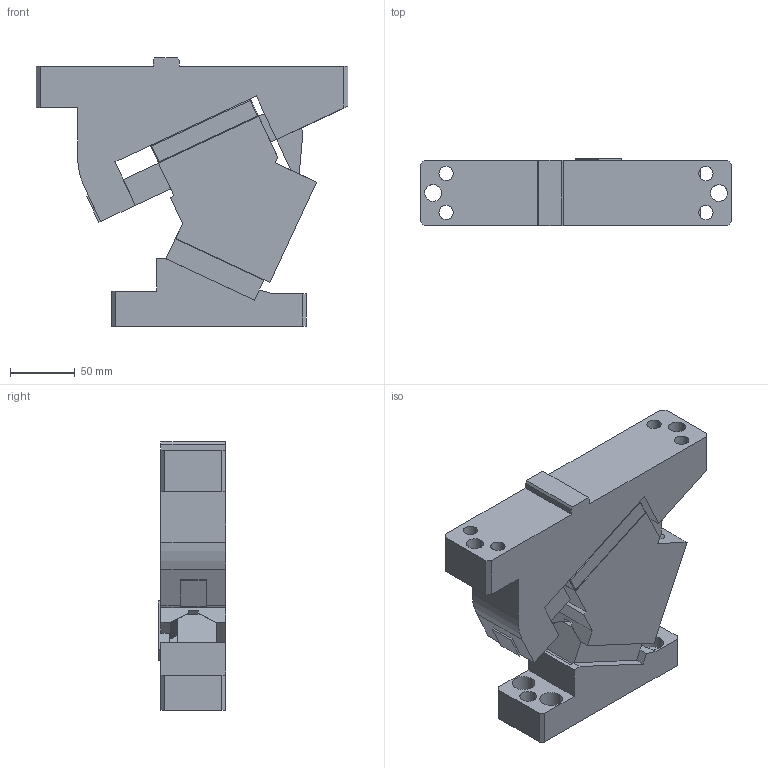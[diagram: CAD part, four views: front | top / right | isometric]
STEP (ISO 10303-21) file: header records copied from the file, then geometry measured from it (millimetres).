
FILE_DESCRIPTION(('CATIA V5 STEP Exchange'),'2;1');
FILE_NAME('CACC_50_25.stp','2015-04-21T10:28:42+00:00',('none'),('none'),'CATIA Version 5 Release 19 SP 2 (IN-10)','CATIA V5 STEP AP203','none');
FILE_SCHEMA(('CONFIG_CONTROL_DESIGN'));
Length unit declared in the file: millimetre
Products named in the file (1): CACC_50_25
Bounding box: 240 x 52 x 206.5 mm (x, y, z)
Volume: 1344294.9 mm3; surface area: 177524.8 mm2
Topology: 3 solids, 5 shells, 215 faces, 610 edges, 403 vertices
Faces by surface type: plane 139, cylinder 74, cone 2
Entity records: 8195 total; most frequent: CARTESIAN_POINT 2884, ORIENTED_EDGE 1216, DIRECTION 857, EDGE_CURVE 608, VECTOR 444, LINE 444, VERTEX_POINT 403, EDGE_LOOP 245
